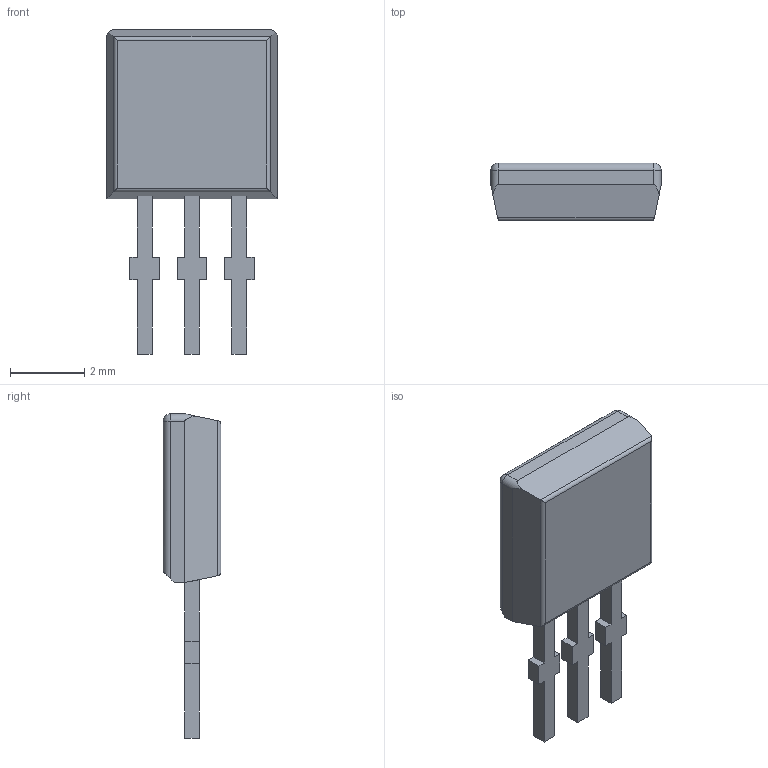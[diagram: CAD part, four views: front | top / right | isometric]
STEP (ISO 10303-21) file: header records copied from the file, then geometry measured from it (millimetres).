
FILE_DESCRIPTION(('for SolidWorks'),'2;1');
FILE_NAME('SIP-3_4.58x1.55x1.27.step', '2016-08-26T13:56:07',('Alex'),(''),'Open CASCADE STEP processor 6.6', 'DipTrace','Unknown');
FILE_SCHEMA(('AUTOMOTIVE_DESIGN { 1 0 10303 214 1 1 1 1 }'));
Length unit declared in the file: millimetre
Products named in the file (1): SIP-3_4.58x1.55x1.27
Bounding box: 4.58 x 1.55 x 8.71 mm (x, y, z)
Volume: 32.1 mm3; surface area: 86.5 mm2
Topology: 1 solids, 1 shells, 65 faces, 174 edges, 110 vertices
Faces by surface type: plane 51, cylinder 10, sphere 2, torus 2
Full cylindrical faces by diameter (mm): 1.429 x1
Entity records: 2444 total; most frequent: CARTESIAN_POINT 348, ORIENTED_EDGE 344, DIRECTION 326, EDGE_CURVE 172, LINE 150, VECTOR 150, VERTEX_POINT 110, AXIS2_PLACEMENT_3D 88
